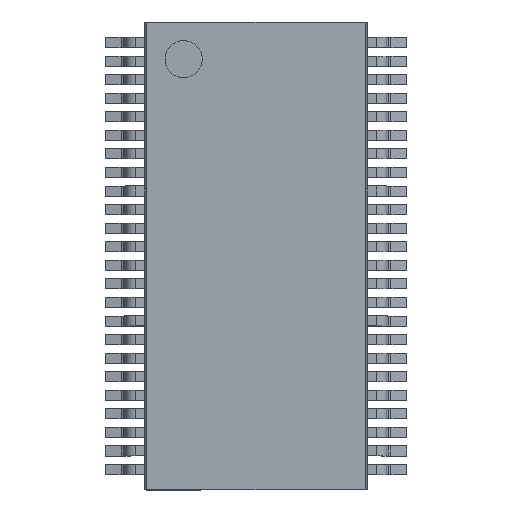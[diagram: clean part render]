
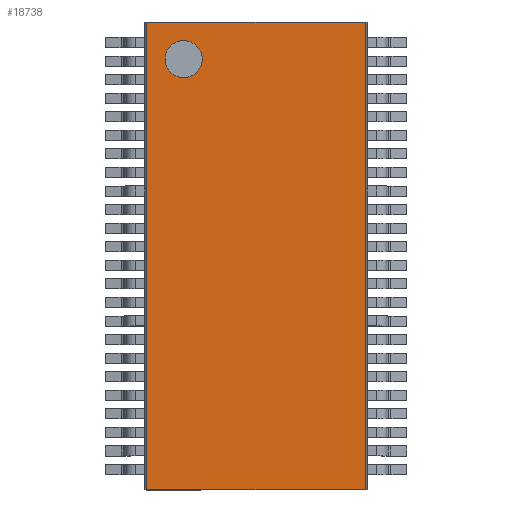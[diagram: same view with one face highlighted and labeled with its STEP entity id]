
A CAD part, top view. The second image highlights one B-rep face of the part: STEP entity #18738.
In plain terms, the highlighted planar face has unit normal (0, 0, 1).
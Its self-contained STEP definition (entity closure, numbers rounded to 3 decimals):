
#18498=CARTESIAN_POINT('',(-1.448,5.3,1.099));
#18499=VERTEX_POINT('',#18498);
#18515=CARTESIAN_POINT('',(-2.448,5.3,1.099));
#18516=VERTEX_POINT('',#18515);
#18523=CARTESIAN_POINT('',(-1.948,5.3,1.099));
#18524=DIRECTION('',(0.0,0.0,-1.0));
#18525=DIRECTION('',(1.0,0.0,0.0));
#18526=AXIS2_PLACEMENT_3D('',#18523,#18524,#18525);
#18527=CIRCLE('',#18526,0.5);
#18528=EDGE_CURVE('',#18499,#18516,#18527,.T.);
#18539=CARTESIAN_POINT('',(-1.948,5.3,1.099));
#18540=DIRECTION('',(0.0,0.0,-1.0));
#18541=DIRECTION('',(1.0,0.0,0.0));
#18542=AXIS2_PLACEMENT_3D('',#18539,#18540,#18541);
#18543=CIRCLE('',#18542,0.5);
#18544=EDGE_CURVE('',#18516,#18499,#18543,.T.);
#18574=CARTESIAN_POINT('',(2.948,6.3,1.099));
#18575=VERTEX_POINT('',#18574);
#18582=CARTESIAN_POINT('',(2.948,-6.3,1.099));
#18583=VERTEX_POINT('',#18582);
#18584=CARTESIAN_POINT('',(2.948,-6.3,1.099));
#18585=DIRECTION('',(0.0,1.0,0.0));
#18586=VECTOR('',#18585,12.6);
#18587=LINE('',#18584,#18586);
#18588=EDGE_CURVE('',#18583,#18575,#18587,.T.);
#18621=CARTESIAN_POINT('',(-2.948,-6.3,1.099));
#18622=VERTEX_POINT('',#18621);
#18623=CARTESIAN_POINT('',(-2.948,-6.3,1.099));
#18624=DIRECTION('',(1.0,0.0,0.0));
#18625=VECTOR('',#18624,5.896);
#18626=LINE('',#18623,#18625);
#18627=EDGE_CURVE('',#18622,#18583,#18626,.T.);
#18659=CARTESIAN_POINT('',(-2.948,6.3,1.099));
#18660=VERTEX_POINT('',#18659);
#18676=CARTESIAN_POINT('',(-2.948,6.3,1.099));
#18677=DIRECTION('',(0.0,-1.0,0.0));
#18678=VECTOR('',#18677,12.6);
#18679=LINE('',#18676,#18678);
#18680=EDGE_CURVE('',#18622,#18660,#18679,.F.);
#18714=CARTESIAN_POINT('',(2.948,6.3,1.099));
#18715=DIRECTION('',(-1.0,0.0,0.0));
#18716=VECTOR('',#18715,5.896);
#18717=LINE('',#18714,#18716);
#18718=EDGE_CURVE('',#18575,#18660,#18717,.T.);
#18723=CARTESIAN_POINT('',(-2.136,5.5,1.099));
#18724=DIRECTION('',(0.0,0.0,1.0));
#18725=DIRECTION('',(1.0,0.0,0.0));
#18726=AXIS2_PLACEMENT_3D('',#18723,#18724,#18725);
#18727=PLANE('',#18726);
#18728=ORIENTED_EDGE('',*,*,#18718,.T.);
#18729=ORIENTED_EDGE('',*,*,#18680,.F.);
#18730=ORIENTED_EDGE('',*,*,#18627,.T.);
#18731=ORIENTED_EDGE('',*,*,#18588,.T.);
#18732=EDGE_LOOP('',(#18728,#18729,#18730,#18731));
#18733=FACE_OUTER_BOUND('',#18732,.T.);
#18734=ORIENTED_EDGE('',*,*,#18528,.T.);
#18735=ORIENTED_EDGE('',*,*,#18544,.T.);
#18736=EDGE_LOOP('',(#18734,#18735));
#18737=FACE_BOUND('',#18736,.T.);
#18738=ADVANCED_FACE('',(#18733,#18737),#18727,.T.);
